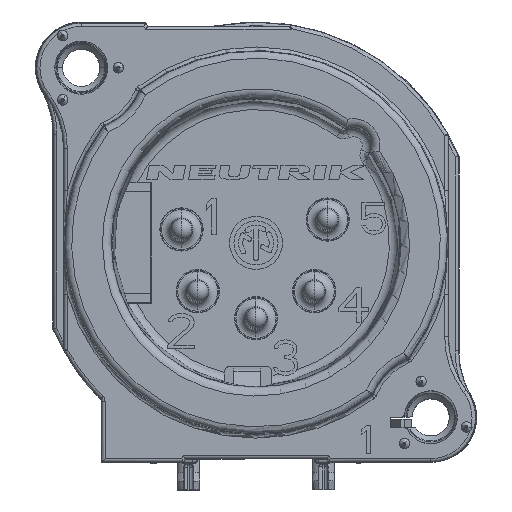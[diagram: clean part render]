
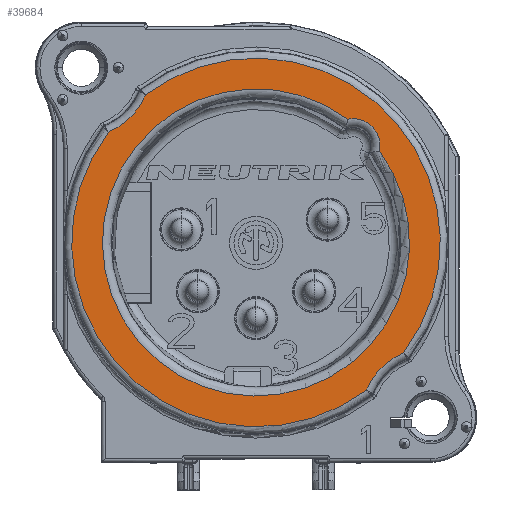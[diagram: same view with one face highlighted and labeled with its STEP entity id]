
A CAD part, top view. The second image highlights one B-rep face of the part: STEP entity #39684.
In plain terms, the highlighted planar face has unit normal (0, 0, 1).
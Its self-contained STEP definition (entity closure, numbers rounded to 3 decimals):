
#7575=CARTESIAN_POINT('',(5.515,5.515,2.7));
#7576=DIRECTION('',(0.,0.,-1.));
#7577=DIRECTION('',(-0.215,0.977,0.));
#7578=AXIS2_PLACEMENT_3D('',#7575,#7576,#7577);
#7588=CARTESIAN_POINT('',(6.98,5.193,2.7));
#7595=CARTESIAN_POINT('',(9.9,-9.9,2.7));
#7596=DIRECTION('',(0.,0.,-1.));
#7597=DIRECTION('',(-0.922,0.388,0.));
#7598=AXIS2_PLACEMENT_3D('',#7595,#7596,#7597);
#7600=CARTESIAN_POINT('',(0.,0.,2.7));
#7601=DIRECTION('',(0.,0.,-1.));
#7602=DIRECTION('',(0.599,-0.801,0.));
#7603=AXIS2_PLACEMENT_3D('',#7600,#7601,#7602);
#7605=CARTESIAN_POINT('',(-9.9,9.9,2.7));
#7606=DIRECTION('',(0.,0.,-1.));
#7607=DIRECTION('',(0.922,-0.388,0.));
#7608=AXIS2_PLACEMENT_3D('',#7605,#7606,#7607);
#7610=CARTESIAN_POINT('',(0.,0.,2.7));
#7611=DIRECTION('',(0.,0.,-1.));
#7612=DIRECTION('',(-0.599,0.801,0.));
#7613=AXIS2_PLACEMENT_3D('',#7610,#7611,#7612);
#23576=CARTESIAN_POINT('',(0.,0.,2.7));
#23577=DIRECTION('',(0.,0.,-1.));
#23578=DIRECTION('',(0.802,0.597,0.));
#23579=AXIS2_PLACEMENT_3D('',#23576,#23577,#23578);
#23589=CARTESIAN_POINT('',(5.193,6.98,2.7));
#27502=CARTESIAN_POINT('',(6.253,-8.363,2.7));
#27503=CARTESIAN_POINT('',(8.363,-6.253,2.7));
#27504=VERTEX_POINT('',#27502);
#27505=VERTEX_POINT('',#27503);
#27510=CARTESIAN_POINT('',(-8.363,6.253,2.7));
#27511=VERTEX_POINT('',#27510);
#27520=CARTESIAN_POINT('',(-6.253,8.363,2.7));
#27521=VERTEX_POINT('',#27520);
#27597=VERTEX_POINT('',#23589);
#27598=VERTEX_POINT('',#7588);
#39664=CARTESIAN_POINT('',(0.,0.,2.7));
#39665=DIRECTION('',(0.,0.,-1.));
#39666=DIRECTION('',(0.,-1.,0.));
#39667=AXIS2_PLACEMENT_3D('',#39664,#39665,#39666);
#39668=PLANE('',#39667);
#39670=ORIENTED_EDGE('',*,*,#39669,.F.);
#39672=ORIENTED_EDGE('',*,*,#39671,.T.);
#39674=ORIENTED_EDGE('',*,*,#39673,.F.);
#39676=ORIENTED_EDGE('',*,*,#39675,.T.);
#39677=EDGE_LOOP('',(#39670,#39672,#39674,#39676));
#39678=FACE_OUTER_BOUND('',#39677,.F.);
#39679=ORIENTED_EDGE('',*,*,#39654,.F.);
#39681=ORIENTED_EDGE('',*,*,#39680,.F.);
#39682=EDGE_LOOP('',(#39679,#39681));
#39683=FACE_BOUND('',#39682,.F.);
#39684=ADVANCED_FACE('',(#39678,#39683),#39668,.F.);
#7579=CIRCLE('',#7578,1.5);
#7599=CIRCLE('',#7598,3.958);
#7604=CIRCLE('',#7603,10.442);
#7609=CIRCLE('',#7608,3.958);
#7614=CIRCLE('',#7613,10.442);
#23580=CIRCLE('',#23579,8.7);
#39654=EDGE_CURVE('',#27597,#27598,#7579,.T.);
#39669=EDGE_CURVE('',#27504,#27505,#7599,.T.);
#39671=EDGE_CURVE('',#27504,#27511,#7604,.T.);
#39673=EDGE_CURVE('',#27521,#27511,#7609,.T.);
#39675=EDGE_CURVE('',#27521,#27505,#7614,.T.);
#39680=EDGE_CURVE('',#27598,#27597,#23580,.T.);
